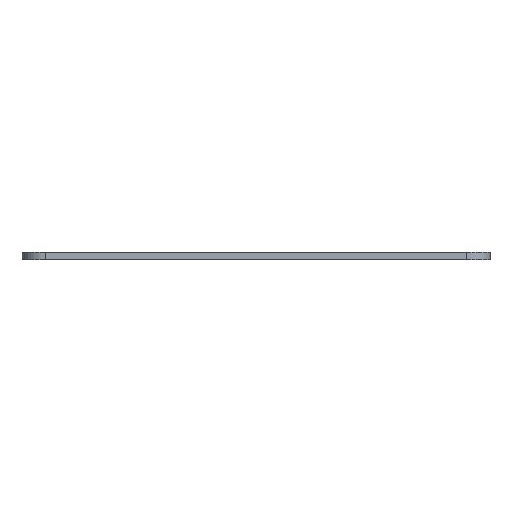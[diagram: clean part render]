
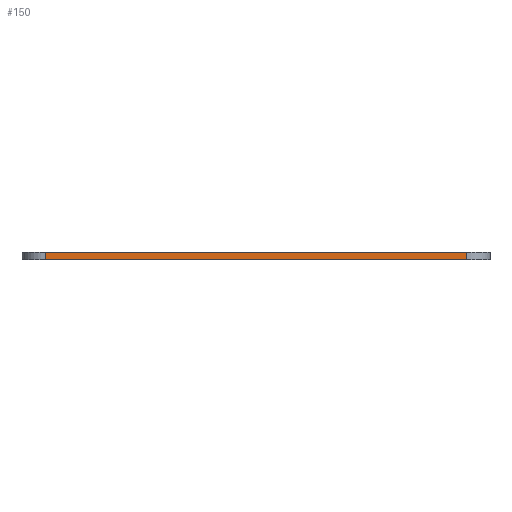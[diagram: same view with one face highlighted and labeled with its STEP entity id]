
A CAD part, left-side view. The second image highlights one B-rep face of the part: STEP entity #150.
In plain terms, the highlighted planar face has unit normal (-1, 0, 0).
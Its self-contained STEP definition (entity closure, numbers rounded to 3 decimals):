
#32 = EDGE_CURVE('',#33,#35,#37,.T.);
#33 = VERTEX_POINT('',#34);
#34 = CARTESIAN_POINT('',(-110.47,-59.335,0.));
#35 = VERTEX_POINT('',#36);
#36 = CARTESIAN_POINT('',(-110.47,-59.335,2.));
#37 = SURFACE_CURVE('',#38,(#42,#54),.PCURVE_S1.);
#38 = LINE('',#39,#40);
#39 = CARTESIAN_POINT('',(-110.47,-59.335,0.));
#40 = VECTOR('',#41,1.);
#41 = DIRECTION('',(0.,0.,1.));
#42 = PCURVE('',#43,#48);
#43 = CYLINDRICAL_SURFACE('',#44,6.5);
#44 = AXIS2_PLACEMENT_3D('',#45,#46,#47);
#45 = CARTESIAN_POINT('',(-103.97,-59.335,0.));
#46 = DIRECTION('',(-0.,-0.,-1.));
#47 = DIRECTION('',(1.,0.,-0.));
#48 = DEFINITIONAL_REPRESENTATION('',(#49),#53);
#49 = LINE('',#50,#51);
#50 = CARTESIAN_POINT('',(-3.142,0.));
#51 = VECTOR('',#52,1.);
#52 = DIRECTION('',(-0.,-1.));
#53 = ( GEOMETRIC_REPRESENTATION_CONTEXT(2) 
PARAMETRIC_REPRESENTATION_CONTEXT() REPRESENTATION_CONTEXT('2D SPACE',''
  ) );
#54 = PCURVE('',#55,#60);
#55 = PLANE('',#56);
#56 = AXIS2_PLACEMENT_3D('',#57,#58,#59);
#57 = CARTESIAN_POINT('',(-110.47,59.208,0.));
#58 = DIRECTION('',(1.,0.,0.));
#59 = DIRECTION('',(0.,-1.,0.));
#60 = DEFINITIONAL_REPRESENTATION('',(#61),#65);
#61 = LINE('',#62,#63);
#62 = CARTESIAN_POINT('',(118.543,0.));
#63 = VECTOR('',#64,1.);
#64 = DIRECTION('',(0.,-1.));
#65 = ( GEOMETRIC_REPRESENTATION_CONTEXT(2) 
PARAMETRIC_REPRESENTATION_CONTEXT() REPRESENTATION_CONTEXT('2D SPACE',''
  ) );
#84 = PLANE('',#85);
#85 = AXIS2_PLACEMENT_3D('',#86,#87,#88);
#86 = CARTESIAN_POINT('',(-0.008,-0.013,2.));
#87 = DIRECTION('',(0.,0.,1.));
#88 = DIRECTION('',(1.,0.,-0.));
#139 = PLANE('',#140);
#140 = AXIS2_PLACEMENT_3D('',#141,#142,#143);
#141 = CARTESIAN_POINT('',(-0.008,-0.013,0.));
#142 = DIRECTION('',(0.,0.,1.));
#143 = DIRECTION('',(1.,0.,-0.));
#150 = ADVANCED_FACE('',(#151),#55,.F.);
#151 = FACE_BOUND('',#152,.F.);
#152 = EDGE_LOOP('',(#153,#183,#204,#205));
#153 = ORIENTED_EDGE('',*,*,#154,.T.);
#154 = EDGE_CURVE('',#155,#157,#159,.T.);
#155 = VERTEX_POINT('',#156);
#156 = CARTESIAN_POINT('',(-110.47,59.208,0.));
#157 = VERTEX_POINT('',#158);
#158 = CARTESIAN_POINT('',(-110.47,59.208,2.));
#159 = SURFACE_CURVE('',#160,(#164,#171),.PCURVE_S1.);
#160 = LINE('',#161,#162);
#161 = CARTESIAN_POINT('',(-110.47,59.208,0.));
#162 = VECTOR('',#163,1.);
#163 = DIRECTION('',(0.,0.,1.));
#164 = PCURVE('',#55,#165);
#165 = DEFINITIONAL_REPRESENTATION('',(#166),#170);
#166 = LINE('',#167,#168);
#167 = CARTESIAN_POINT('',(0.,0.));
#168 = VECTOR('',#169,1.);
#169 = DIRECTION('',(0.,-1.));
#170 = ( GEOMETRIC_REPRESENTATION_CONTEXT(2) 
PARAMETRIC_REPRESENTATION_CONTEXT() REPRESENTATION_CONTEXT('2D SPACE',''
  ) );
#171 = PCURVE('',#172,#177);
#172 = CYLINDRICAL_SURFACE('',#173,6.682);
#173 = AXIS2_PLACEMENT_3D('',#174,#175,#176);
#174 = CARTESIAN_POINT('',(-103.788,59.153,0.));
#175 = DIRECTION('',(-0.,-0.,-1.));
#176 = DIRECTION('',(1.,0.,-0.));
#177 = DEFINITIONAL_REPRESENTATION('',(#178),#182);
#178 = LINE('',#179,#180);
#179 = CARTESIAN_POINT('',(-3.133,0.));
#180 = VECTOR('',#181,1.);
#181 = DIRECTION('',(-0.,-1.));
#182 = ( GEOMETRIC_REPRESENTATION_CONTEXT(2) 
PARAMETRIC_REPRESENTATION_CONTEXT() REPRESENTATION_CONTEXT('2D SPACE',''
  ) );
#183 = ORIENTED_EDGE('',*,*,#184,.T.);
#184 = EDGE_CURVE('',#157,#35,#185,.T.);
#185 = SURFACE_CURVE('',#186,(#190,#197),.PCURVE_S1.);
#186 = LINE('',#187,#188);
#187 = CARTESIAN_POINT('',(-110.47,59.208,2.));
#188 = VECTOR('',#189,1.);
#189 = DIRECTION('',(0.,-1.,0.));
#190 = PCURVE('',#55,#191);
#191 = DEFINITIONAL_REPRESENTATION('',(#192),#196);
#192 = LINE('',#193,#194);
#193 = CARTESIAN_POINT('',(0.,-2.));
#194 = VECTOR('',#195,1.);
#195 = DIRECTION('',(1.,0.));
#196 = ( GEOMETRIC_REPRESENTATION_CONTEXT(2) 
PARAMETRIC_REPRESENTATION_CONTEXT() REPRESENTATION_CONTEXT('2D SPACE',''
  ) );
#197 = PCURVE('',#84,#198);
#198 = DEFINITIONAL_REPRESENTATION('',(#199),#203);
#199 = LINE('',#200,#201);
#200 = CARTESIAN_POINT('',(-110.462,59.221));
#201 = VECTOR('',#202,1.);
#202 = DIRECTION('',(0.,-1.));
#203 = ( GEOMETRIC_REPRESENTATION_CONTEXT(2) 
PARAMETRIC_REPRESENTATION_CONTEXT() REPRESENTATION_CONTEXT('2D SPACE',''
  ) );
#204 = ORIENTED_EDGE('',*,*,#32,.F.);
#205 = ORIENTED_EDGE('',*,*,#206,.F.);
#206 = EDGE_CURVE('',#155,#33,#207,.T.);
#207 = SURFACE_CURVE('',#208,(#212,#219),.PCURVE_S1.);
#208 = LINE('',#209,#210);
#209 = CARTESIAN_POINT('',(-110.47,59.208,0.));
#210 = VECTOR('',#211,1.);
#211 = DIRECTION('',(0.,-1.,0.));
#212 = PCURVE('',#55,#213);
#213 = DEFINITIONAL_REPRESENTATION('',(#214),#218);
#214 = LINE('',#215,#216);
#215 = CARTESIAN_POINT('',(0.,0.));
#216 = VECTOR('',#217,1.);
#217 = DIRECTION('',(1.,0.));
#218 = ( GEOMETRIC_REPRESENTATION_CONTEXT(2) 
PARAMETRIC_REPRESENTATION_CONTEXT() REPRESENTATION_CONTEXT('2D SPACE',''
  ) );
#219 = PCURVE('',#139,#220);
#220 = DEFINITIONAL_REPRESENTATION('',(#221),#225);
#221 = LINE('',#222,#223);
#222 = CARTESIAN_POINT('',(-110.462,59.221));
#223 = VECTOR('',#224,1.);
#224 = DIRECTION('',(0.,-1.));
#225 = ( GEOMETRIC_REPRESENTATION_CONTEXT(2) 
PARAMETRIC_REPRESENTATION_CONTEXT() REPRESENTATION_CONTEXT('2D SPACE',''
  ) );
